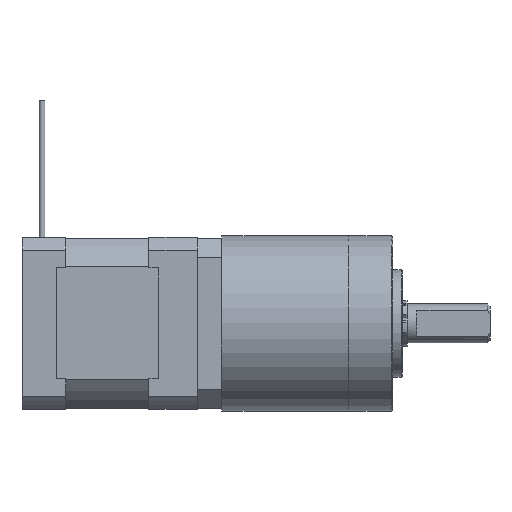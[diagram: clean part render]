
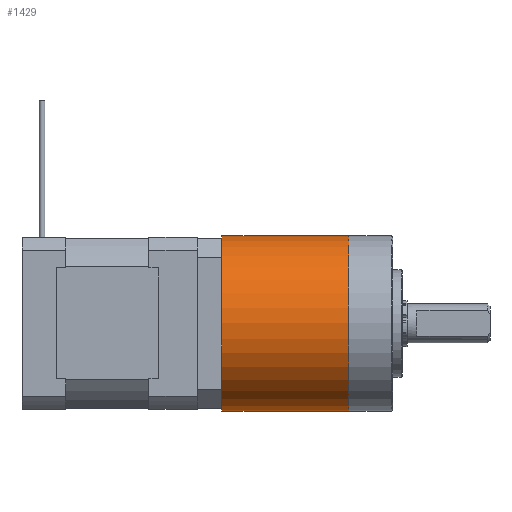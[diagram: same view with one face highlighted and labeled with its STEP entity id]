
A CAD part, left-side view. The second image highlights one B-rep face of the part: STEP entity #1429.
In plain terms, the highlighted cylindrical face has radius 18 mm (diameter 36 mm), a partial arc.
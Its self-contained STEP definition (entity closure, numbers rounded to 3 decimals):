
#10 = CARTESIAN_POINT ( 'NONE',  ( 0., 0., 0. ) ) ;
#247 = DIRECTION ( 'NONE',  ( 0., 0., -1. ) ) ;
#784 = ORIENTED_EDGE ( 'NONE', *, *, #3928, .F. ) ;
#1311 = FACE_OUTER_BOUND ( 'NONE', #19741, .T. ) ;
#1373 = VERTEX_POINT ( 'NONE', #10511 ) ;
#1429 = ADVANCED_FACE ( 'NONE', ( #1311 ), #10866, .T. ) ;
#1488 = DIRECTION ( 'NONE',  ( 1., 0., 0. ) ) ;
#1557 = DIRECTION ( 'NONE',  ( 0., 0., -1. ) ) ;
#2893 = CIRCLE ( 'NONE', #16945, 18. ) ;
#3928 = EDGE_CURVE ( 'NONE', #1373, #14679, #17235, .T. ) ;
#4388 = CARTESIAN_POINT ( 'NONE',  ( -18., 0., 26. ) ) ;
#4476 = VERTEX_POINT ( 'NONE', #12333 ) ;
#5668 = EDGE_CURVE ( 'NONE', #14679, #19133, #8071, .T. ) ;
#6507 = EDGE_CURVE ( 'NONE', #1373, #4476, #9966, .T. ) ;
#6528 = ORIENTED_EDGE ( 'NONE', *, *, #20694, .T. ) ;
#7727 = ORIENTED_EDGE ( 'NONE', *, *, #5668, .F. ) ;
#8071 = LINE ( 'NONE', #4388, #10694 ) ;
#9966 = LINE ( 'NONE', #22560, #20679 ) ;
#10282 = DIRECTION ( 'NONE',  ( 0., 0., 1. ) ) ;
#10511 = CARTESIAN_POINT ( 'NONE',  ( 18., 0., 26. ) ) ;
#10694 = VECTOR ( 'NONE', #247, 1000. ) ;
#10849 = CARTESIAN_POINT ( 'NONE',  ( -18., 0., 0. ) ) ;
#10866 = CYLINDRICAL_SURFACE ( 'NONE', #17475, 18. ) ;
#12333 = CARTESIAN_POINT ( 'NONE',  ( 18., 0., 0. ) ) ;
#12749 = DIRECTION ( 'NONE',  ( 0., 0., 1. ) ) ;
#12947 = AXIS2_PLACEMENT_3D ( 'NONE', #14437, #10282, #23461 ) ;
#14437 = CARTESIAN_POINT ( 'NONE',  ( 0., 0., 26. ) ) ;
#14679 = VERTEX_POINT ( 'NONE', #20827 ) ;
#16931 = DIRECTION ( 'NONE',  ( 0., 0., -1. ) ) ;
#16945 = AXIS2_PLACEMENT_3D ( 'NONE', #10, #12749, #1488 ) ;
#17235 = CIRCLE ( 'NONE', #12947, 18. ) ;
#17475 = AXIS2_PLACEMENT_3D ( 'NONE', #18303, #1557, #18413 ) ;
#18303 = CARTESIAN_POINT ( 'NONE',  ( 0., 0., 26. ) ) ;
#18413 = DIRECTION ( 'NONE',  ( -1., 0., 0. ) ) ;
#19133 = VERTEX_POINT ( 'NONE', #10849 ) ;
#19741 = EDGE_LOOP ( 'NONE', ( #784, #22145, #6528, #7727 ) ) ;
#20679 = VECTOR ( 'NONE', #16931, 1000. ) ;
#20694 = EDGE_CURVE ( 'NONE', #4476, #19133, #2893, .T. ) ;
#20827 = CARTESIAN_POINT ( 'NONE',  ( -18., 0., 26. ) ) ;
#22145 = ORIENTED_EDGE ( 'NONE', *, *, #6507, .T. ) ;
#22560 = CARTESIAN_POINT ( 'NONE',  ( 18., 0., 26. ) ) ;
#23461 = DIRECTION ( 'NONE',  ( 1., 0., 0. ) ) ;
